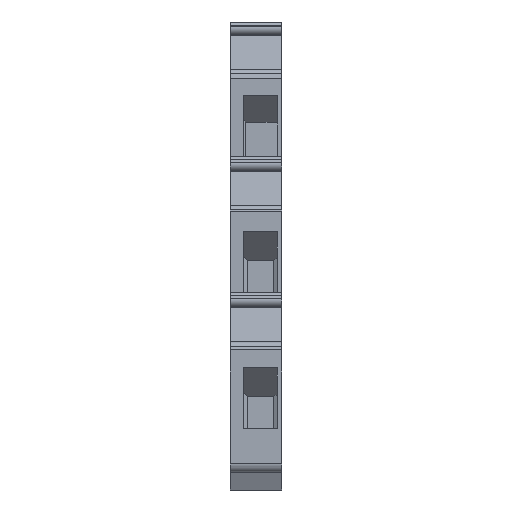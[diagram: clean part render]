
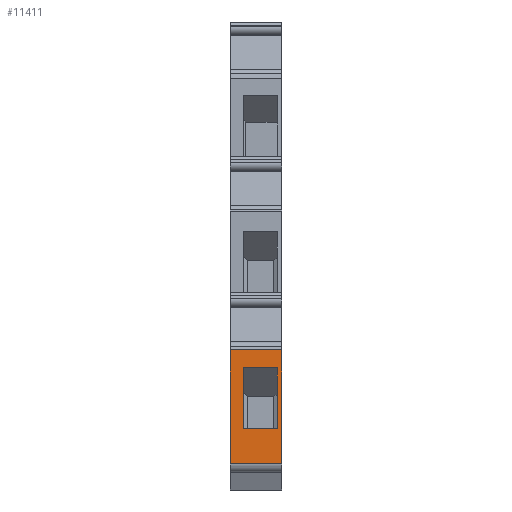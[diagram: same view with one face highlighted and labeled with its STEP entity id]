
A CAD part, left-side view. The second image highlights one B-rep face of the part: STEP entity #11411.
In plain terms, the highlighted planar face has unit normal (-1, 0, 0).
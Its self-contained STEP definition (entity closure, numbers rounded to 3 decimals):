
#847=ORIENTED_EDGE('',*,*,#3033,.T.);
#848=ORIENTED_EDGE('',*,*,#3231,.F.);
#849=ORIENTED_EDGE('',*,*,#3030,.F.);
#850=ORIENTED_EDGE('',*,*,#3232,.T.);
#851=ORIENTED_EDGE('',*,*,#3233,.T.);
#852=ORIENTED_EDGE('',*,*,#3234,.F.);
#853=ORIENTED_EDGE('',*,*,#3205,.T.);
#854=ORIENTED_EDGE('',*,*,#3174,.T.);
#3030=EDGE_CURVE('',#4259,#4256,#5075,.T.);
#3033=EDGE_CURVE('',#4263,#4262,#5078,.T.);
#3174=EDGE_CURVE('',#4391,#4390,#5187,.T.);
#3205=EDGE_CURVE('',#4411,#4391,#5209,.T.);
#3231=EDGE_CURVE('',#4256,#4262,#5231,.T.);
#3232=EDGE_CURVE('',#4259,#4263,#5232,.T.);
#3233=EDGE_CURVE('',#4390,#4424,#5233,.T.);
#3234=EDGE_CURVE('',#4411,#4424,#5234,.T.);
#4256=VERTEX_POINT('',#15074);
#4259=VERTEX_POINT('',#15079);
#4262=VERTEX_POINT('',#15086);
#4263=VERTEX_POINT('',#15088);
#4390=VERTEX_POINT('',#15365);
#4391=VERTEX_POINT('',#15367);
#4411=VERTEX_POINT('',#15428);
#4424=VERTEX_POINT('',#15482);
#5075=LINE('',#15080,#6098);
#5078=LINE('',#15087,#6101);
#5187=LINE('',#15366,#6210);
#5209=LINE('',#15427,#6232);
#5231=LINE('',#15479,#6254);
#5232=LINE('',#15480,#6255);
#5233=LINE('',#15481,#6256);
#5234=LINE('',#15483,#6257);
#6098=VECTOR('',#12668,1000.);
#6101=VECTOR('',#12673,1000.);
#6210=VECTOR('',#12866,1000.);
#6232=VECTOR('',#12926,1000.);
#6254=VECTOR('',#12982,1000.);
#6255=VECTOR('',#12983,1000.);
#6256=VECTOR('',#12984,1000.);
#6257=VECTOR('',#12985,1000.);
#7095=EDGE_LOOP('',(#847,#848,#849,#850));
#7096=EDGE_LOOP('',(#851,#852,#853,#854));
#7566=FACE_BOUND('',#7095,.T.);
#7567=FACE_BOUND('',#7096,.T.);
#8011=PLANE('',#11930);
#11411=ADVANCED_FACE('',(#7566,#7567),#8011,.T.);
#11930=AXIS2_PLACEMENT_3D('',#15478,#12980,#12981);
#12668=DIRECTION('',(0.,0.,-1.));
#12673=DIRECTION('',(0.,0.,-1.));
#12866=DIRECTION('',(0.,0.,-1.));
#12926=DIRECTION('',(0.,1.,0.));
#12980=DIRECTION('',(-1.,0.,0.));
#12981=DIRECTION('',(0.,0.,1.));
#12982=DIRECTION('',(0.,-1.,0.));
#12983=DIRECTION('',(0.,-1.,0.));
#12984=DIRECTION('',(0.,-1.,0.));
#12985=DIRECTION('',(0.,0.,-1.));
#15074=CARTESIAN_POINT('',(-46.5,4.5,-20.3));
#15079=CARTESIAN_POINT('',(-46.5,4.5,-13.15));
#15080=CARTESIAN_POINT('',(-46.5,4.5,-13.15));
#15086=CARTESIAN_POINT('',(-46.5,0.5,-20.3));
#15087=CARTESIAN_POINT('',(-46.5,0.5,-13.15));
#15088=CARTESIAN_POINT('',(-46.5,0.5,-13.15));
#15365=CARTESIAN_POINT('',(-46.5,6.,-24.416));
#15366=CARTESIAN_POINT('',(-46.5,6.,27.5));
#15367=CARTESIAN_POINT('',(-46.5,6.,-11.026));
#15427=CARTESIAN_POINT('',(-46.5,6.,-11.026));
#15428=CARTESIAN_POINT('',(-46.5,0.,-11.026));
#15478=CARTESIAN_POINT('',(-46.5,6.,27.5));
#15479=CARTESIAN_POINT('',(-46.5,4.5,-20.3));
#15480=CARTESIAN_POINT('',(-46.5,4.5,-13.15));
#15481=CARTESIAN_POINT('',(-46.5,109.131,-24.416));
#15482=CARTESIAN_POINT('',(-46.5,0.,-24.416));
#15483=CARTESIAN_POINT('',(-46.5,0.,27.5));
